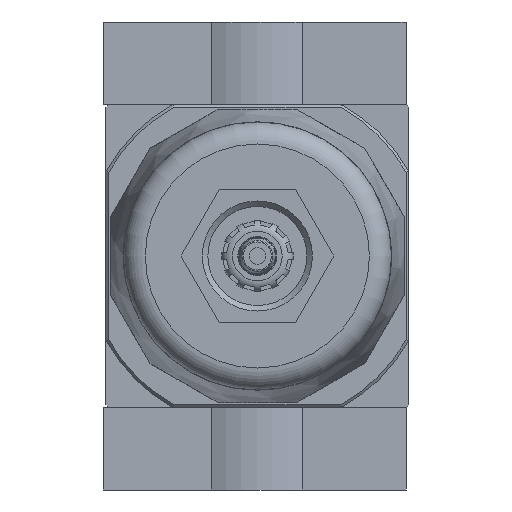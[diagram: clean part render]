
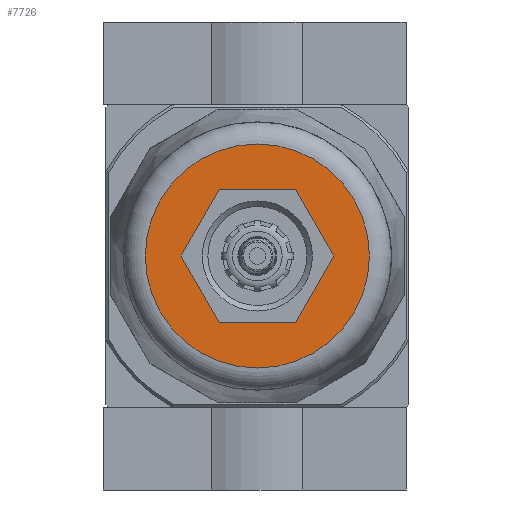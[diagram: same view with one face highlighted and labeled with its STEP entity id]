
A CAD part, front view. The second image highlights one B-rep face of the part: STEP entity #7726.
In plain terms, the highlighted planar face has unit normal (0, -1, 0).
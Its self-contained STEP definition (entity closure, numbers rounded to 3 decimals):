
#263=LINE('',#11505,#706);
#264=LINE('',#11508,#707);
#265=LINE('',#11510,#708);
#266=LINE('',#11512,#709);
#267=LINE('',#11514,#710);
#268=LINE('',#11516,#711);
#706=VECTOR('',#9095,1000.);
#707=VECTOR('',#9096,1000.);
#708=VECTOR('',#9097,1000.);
#709=VECTOR('',#9098,1000.);
#710=VECTOR('',#9099,1000.);
#711=VECTOR('',#9100,1000.);
#1119=PLANE('',#8202);
#1743=ORIENTED_EDGE('',*,*,#3488,.T.);
#1744=ORIENTED_EDGE('',*,*,#3489,.T.);
#1745=ORIENTED_EDGE('',*,*,#3490,.T.);
#1746=ORIENTED_EDGE('',*,*,#3491,.T.);
#1747=ORIENTED_EDGE('',*,*,#3492,.T.);
#1748=ORIENTED_EDGE('',*,*,#3493,.T.);
#1749=ORIENTED_EDGE('',*,*,#3494,.T.);
#3488=EDGE_CURVE('',#4356,#4356,#4908,.T.);
#3489=EDGE_CURVE('',#4357,#4358,#263,.T.);
#3490=EDGE_CURVE('',#4358,#4359,#264,.T.);
#3491=EDGE_CURVE('',#4359,#4360,#265,.T.);
#3492=EDGE_CURVE('',#4360,#4361,#266,.T.);
#3493=EDGE_CURVE('',#4361,#4362,#267,.T.);
#3494=EDGE_CURVE('',#4362,#4357,#268,.T.);
#4356=VERTEX_POINT('',#11503);
#4357=VERTEX_POINT('',#11506);
#4358=VERTEX_POINT('',#11507);
#4359=VERTEX_POINT('',#11509);
#4360=VERTEX_POINT('',#11511);
#4361=VERTEX_POINT('',#11513);
#4362=VERTEX_POINT('',#11515);
#4908=CIRCLE('',#8201,20.35);
#5247=EDGE_LOOP('',(#1743));
#5248=EDGE_LOOP('',(#1744,#1745,#1746,#1747,#1748,#1749));
#5784=FACE_BOUND('',#5247,.T.);
#5785=FACE_BOUND('',#5248,.T.);
#7726=ADVANCED_FACE('',(#5784,#5785),#1119,.F.);
#8201=AXIS2_PLACEMENT_3D('',#11502,#9091,#9092);
#8202=AXIS2_PLACEMENT_3D('',#11504,#9093,#9094);
#9091=DIRECTION('',(0.,-1.,0.));
#9092=DIRECTION('',(0.,0.,-1.));
#9093=DIRECTION('',(0.,1.,0.));
#9094=DIRECTION('',(0.,0.,1.));
#9095=DIRECTION('',(0.,0.,1.));
#9096=DIRECTION('',(0.866,0.,0.5));
#9097=DIRECTION('',(0.866,0.,-0.5));
#9098=DIRECTION('',(0.,0.,-1.));
#9099=DIRECTION('',(-0.866,0.,-0.5));
#9100=DIRECTION('',(-0.866,0.,0.5));
#11502=CARTESIAN_POINT('',(0.,-145.7,0.));
#11503=CARTESIAN_POINT('',(0.,-145.7,-20.35));
#11504=CARTESIAN_POINT('',(20.35,-145.7,0.));
#11505=CARTESIAN_POINT('',(-12.,-145.7,-6.928));
#11506=CARTESIAN_POINT('',(-12.,-145.7,-6.928));
#11507=CARTESIAN_POINT('',(-12.,-145.7,6.928));
#11508=CARTESIAN_POINT('',(-12.,-145.7,6.928));
#11509=CARTESIAN_POINT('',(0.,-145.7,13.856));
#11510=CARTESIAN_POINT('',(0.,-145.7,13.856));
#11511=CARTESIAN_POINT('',(12.,-145.7,6.928));
#11512=CARTESIAN_POINT('',(12.,-145.7,6.928));
#11513=CARTESIAN_POINT('',(12.,-145.7,-6.928));
#11514=CARTESIAN_POINT('',(12.,-145.7,-6.928));
#11515=CARTESIAN_POINT('',(0.,-145.7,-13.856));
#11516=CARTESIAN_POINT('',(0.,-145.7,-13.856));
